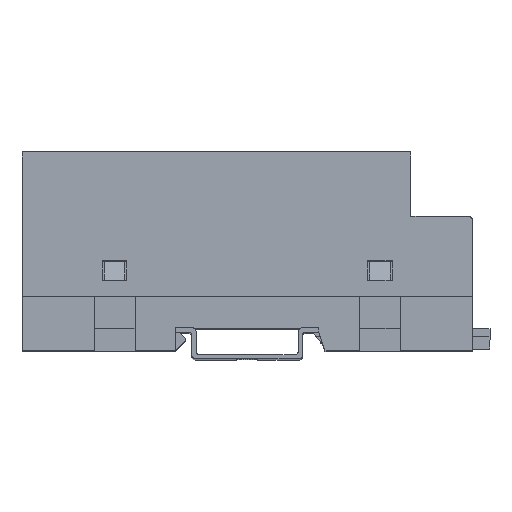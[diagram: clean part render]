
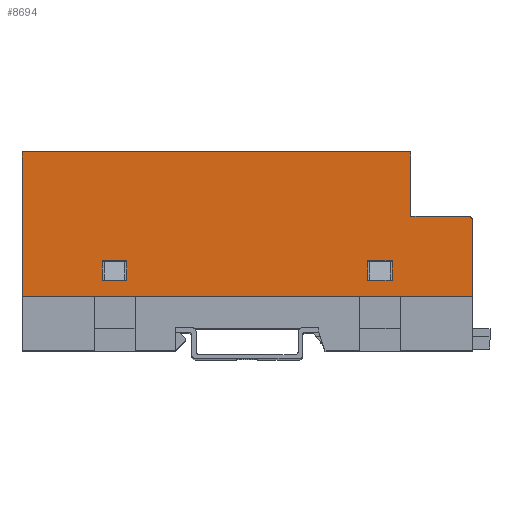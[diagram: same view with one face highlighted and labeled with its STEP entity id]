
A CAD part, top view. The second image highlights one B-rep face of the part: STEP entity #8694.
In plain terms, the highlighted face is planar.
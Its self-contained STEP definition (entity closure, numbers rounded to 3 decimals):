
#196 = VERTEX_POINT ( 'NONE', #3055 ) ;
#278 = CARTESIAN_POINT ( 'NONE',  ( 35.4, 8.7, -52.5 ) ) ;
#363 = VERTEX_POINT ( 'NONE', #16194 ) ;
#374 = EDGE_LOOP ( 'NONE', ( #14416, #16169, #13262, #10819 ) ) ;
#402 = ORIENTED_EDGE ( 'NONE', *, *, #11344, .F. ) ;
#651 = DIRECTION ( 'NONE',  ( 0., -1., 0. ) ) ;
#846 = AXIS2_PLACEMENT_3D ( 'NONE', #8726, #19670, #8664 ) ;
#1169 = EDGE_CURVE ( 'NONE', #20174, #11410, #12296, .T. ) ;
#1368 = CARTESIAN_POINT ( 'NONE',  ( 29.4, 8.7, -52.5 ) ) ;
#1379 = DIRECTION ( 'NONE',  ( 0., -1., 0. ) ) ;
#1932 = CARTESIAN_POINT ( 'NONE',  ( -40., 19.6, -52.5 ) ) ;
#2107 = DIRECTION ( 'NONE',  ( -1., 0., 0. ) ) ;
#2262 = CARTESIAN_POINT ( 'NONE',  ( -40., 19.6, -52.5 ) ) ;
#2681 = ORIENTED_EDGE ( 'NONE', *, *, #13870, .T. ) ;
#2716 = EDGE_CURVE ( 'NONE', #363, #17232, #15971, .T. ) ;
#2723 = ORIENTED_EDGE ( 'NONE', *, *, #7812, .F. ) ;
#2981 = VERTEX_POINT ( 'NONE', #9474 ) ;
#3055 = CARTESIAN_POINT ( 'NONE',  ( -54., 19.6, -52.5 ) ) ;
#3073 = ORIENTED_EDGE ( 'NONE', *, *, #13809, .F. ) ;
#3079 = EDGE_CURVE ( 'NONE', #7856, #16593, #6150, .T. ) ;
#3336 = EDGE_CURVE ( 'NONE', #17232, #7856, #15471, .T. ) ;
#3377 = DIRECTION ( 'NONE',  ( 0., 1., 0. ) ) ;
#3442 = DIRECTION ( 'NONE',  ( 1., 0., 0. ) ) ;
#3542 = VERTEX_POINT ( 'NONE', #15561 ) ;
#3546 = ORIENTED_EDGE ( 'NONE', *, *, #14735, .F. ) ;
#3587 = CARTESIAN_POINT ( 'NONE',  ( -29.4, 4., -52.5 ) ) ;
#3643 = VECTOR ( 'NONE', #9160, 1000. ) ;
#4016 = DIRECTION ( 'NONE',  ( 1., 0., 0. ) ) ;
#4249 = DIRECTION ( 'NONE',  ( -1., 0., 0. ) ) ;
#4668 = VECTOR ( 'NONE', #7658, 1000. ) ;
#4813 = EDGE_CURVE ( 'NONE', #2981, #5543, #7755, .T. ) ;
#5227 = CARTESIAN_POINT ( 'NONE',  ( 55., 0., -52.5 ) ) ;
#5229 = LINE ( 'NONE', #19210, #14557 ) ;
#5351 = LINE ( 'NONE', #7271, #8526 ) ;
#5543 = VERTEX_POINT ( 'NONE', #12889 ) ;
#5980 = ORIENTED_EDGE ( 'NONE', *, *, #16859, .T. ) ;
#6150 = LINE ( 'NONE', #278, #10600 ) ;
#6162 = FACE_OUTER_BOUND ( 'NONE', #15419, .T. ) ;
#6207 = EDGE_CURVE ( 'NONE', #19264, #3542, #16591, .T. ) ;
#6259 = CARTESIAN_POINT ( 'NONE',  ( 35.4, 8.7, -52.5 ) ) ;
#6503 = EDGE_CURVE ( 'NONE', #16593, #363, #18034, .T. ) ;
#6818 = VECTOR ( 'NONE', #8669, 1000. ) ;
#6891 = VERTEX_POINT ( 'NONE', #1932 ) ;
#7271 = CARTESIAN_POINT ( 'NONE',  ( -29.4, 8.7, -52.5 ) ) ;
#7441 = LINE ( 'NONE', #8009, #11155 ) ;
#7658 = DIRECTION ( 'NONE',  ( 0., 1., 0. ) ) ;
#7721 = ORIENTED_EDGE ( 'NONE', *, *, #12460, .T. ) ;
#7755 = LINE ( 'NONE', #14705, #17091 ) ;
#7812 = EDGE_CURVE ( 'NONE', #10534, #19264, #18366, .T. ) ;
#7856 = VERTEX_POINT ( 'NONE', #9087 ) ;
#8009 = CARTESIAN_POINT ( 'NONE',  ( -35.4, 8.7, -52.5 ) ) ;
#8233 = VECTOR ( 'NONE', #19358, 1000. ) ;
#8526 = VECTOR ( 'NONE', #4016, 1000. ) ;
#8596 = ORIENTED_EDGE ( 'NONE', *, *, #10101, .T. ) ;
#8664 = DIRECTION ( 'NONE',  ( 1., 0., 0. ) ) ;
#8669 = DIRECTION ( 'NONE',  ( -1., 0., 0. ) ) ;
#8694 = ADVANCED_FACE ( 'NONE', ( #11846, #17695, #6162 ), #14368, .F. ) ;
#8726 = CARTESIAN_POINT ( 'NONE',  ( -54., 18.6, -52.5 ) ) ;
#8855 = VERTEX_POINT ( 'NONE', #5227 ) ;
#8872 = VECTOR ( 'NONE', #16478, 1000. ) ;
#8944 = CARTESIAN_POINT ( 'NONE',  ( -40., 35.3, -52.5 ) ) ;
#9087 = CARTESIAN_POINT ( 'NONE',  ( 29.4, 8.7, -52.5 ) ) ;
#9117 = EDGE_LOOP ( 'NONE', ( #14449, #2723, #402, #3546 ) ) ;
#9160 = DIRECTION ( 'NONE',  ( 0., -1., 0. ) ) ;
#9474 = CARTESIAN_POINT ( 'NONE',  ( -55., 18.6, -52.5 ) ) ;
#10041 = LINE ( 'NONE', #18052, #6818 ) ;
#10085 = LINE ( 'NONE', #16507, #16936 ) ;
#10101 = EDGE_CURVE ( 'NONE', #8855, #5543, #10041, .T. ) ;
#10177 = CIRCLE ( 'NONE', #846, 1. ) ;
#10213 = CARTESIAN_POINT ( 'NONE',  ( -35.4, 8.7, -52.5 ) ) ;
#10259 = DIRECTION ( 'NONE',  ( -1., 0., 0. ) ) ;
#10534 = VERTEX_POINT ( 'NONE', #12878 ) ;
#10600 = VECTOR ( 'NONE', #3442, 1000. ) ;
#10819 = ORIENTED_EDGE ( 'NONE', *, *, #6503, .F. ) ;
#11145 = ORIENTED_EDGE ( 'NONE', *, *, #1169, .F. ) ;
#11155 = VECTOR ( 'NONE', #3377, 1000. ) ;
#11277 = VERTEX_POINT ( 'NONE', #10213 ) ;
#11343 = CARTESIAN_POINT ( 'NONE',  ( 55., 35.3, -52.5 ) ) ;
#11344 = EDGE_CURVE ( 'NONE', #11277, #10534, #5351, .T. ) ;
#11410 = VERTEX_POINT ( 'NONE', #8944 ) ;
#11798 = ORIENTED_EDGE ( 'NONE', *, *, #4813, .F. ) ;
#11846 = FACE_BOUND ( 'NONE', #9117, .T. ) ;
#12047 = CARTESIAN_POINT ( 'NONE',  ( 35.4, 4., -52.5 ) ) ;
#12296 = LINE ( 'NONE', #15130, #13768 ) ;
#12435 = LINE ( 'NONE', #2262, #8233 ) ;
#12460 = EDGE_CURVE ( 'NONE', #6891, #11410, #12435, .T. ) ;
#12528 = DIRECTION ( 'NONE',  ( 0., 0., 1. ) ) ;
#12686 = VECTOR ( 'NONE', #10259, 1000. ) ;
#12878 = CARTESIAN_POINT ( 'NONE',  ( -29.4, 8.7, -52.5 ) ) ;
#12889 = CARTESIAN_POINT ( 'NONE',  ( -55., 0., -52.5 ) ) ;
#13262 = ORIENTED_EDGE ( 'NONE', *, *, #2716, .F. ) ;
#13768 = VECTOR ( 'NONE', #4249, 1000. ) ;
#13809 = EDGE_CURVE ( 'NONE', #6891, #196, #5229, .T. ) ;
#13870 = EDGE_CURVE ( 'NONE', #2981, #196, #10177, .T. ) ;
#14102 = CARTESIAN_POINT ( 'NONE',  ( -55., 35.3, -52.5 ) ) ;
#14368 = PLANE ( 'NONE',  #18088 ) ;
#14416 = ORIENTED_EDGE ( 'NONE', *, *, #3079, .F. ) ;
#14449 = ORIENTED_EDGE ( 'NONE', *, *, #6207, .F. ) ;
#14557 = VECTOR ( 'NONE', #2107, 1000. ) ;
#14705 = CARTESIAN_POINT ( 'NONE',  ( -55., 35.3, -52.5 ) ) ;
#14735 = EDGE_CURVE ( 'NONE', #3542, #11277, #7441, .T. ) ;
#14842 = DIRECTION ( 'NONE',  ( 0., -1., 0. ) ) ;
#15130 = CARTESIAN_POINT ( 'NONE',  ( -55., 35.3, -52.5 ) ) ;
#15419 = EDGE_LOOP ( 'NONE', ( #11798, #2681, #3073, #7721, #11145, #5980, #8596 ) ) ;
#15471 = LINE ( 'NONE', #1368, #4668 ) ;
#15550 = CARTESIAN_POINT ( 'NONE',  ( -29.4, 4., -52.5 ) ) ;
#15561 = CARTESIAN_POINT ( 'NONE',  ( -35.4, 4., -52.5 ) ) ;
#15971 = LINE ( 'NONE', #12047, #8872 ) ;
#15982 = CARTESIAN_POINT ( 'NONE',  ( 29.4, 4., -52.5 ) ) ;
#16078 = VECTOR ( 'NONE', #1379, 1000. ) ;
#16169 = ORIENTED_EDGE ( 'NONE', *, *, #3336, .F. ) ;
#16194 = CARTESIAN_POINT ( 'NONE',  ( 35.4, 4., -52.5 ) ) ;
#16478 = DIRECTION ( 'NONE',  ( -1., 0., 0. ) ) ;
#16507 = CARTESIAN_POINT ( 'NONE',  ( 55., 35.3, -52.5 ) ) ;
#16591 = LINE ( 'NONE', #3587, #12686 ) ;
#16593 = VERTEX_POINT ( 'NONE', #6259 ) ;
#16859 = EDGE_CURVE ( 'NONE', #20174, #8855, #10085, .T. ) ;
#16936 = VECTOR ( 'NONE', #651, 1000. ) ;
#17091 = VECTOR ( 'NONE', #14842, 1000. ) ;
#17232 = VERTEX_POINT ( 'NONE', #15982 ) ;
#17508 = DIRECTION ( 'NONE',  ( 1., 0., 0. ) ) ;
#17695 = FACE_BOUND ( 'NONE', #374, .T. ) ;
#18034 = LINE ( 'NONE', #20108, #16078 ) ;
#18052 = CARTESIAN_POINT ( 'NONE',  ( -55., 0., -52.5 ) ) ;
#18088 = AXIS2_PLACEMENT_3D ( 'NONE', #14102, #12528, #17508 ) ;
#18366 = LINE ( 'NONE', #18474, #3643 ) ;
#18474 = CARTESIAN_POINT ( 'NONE',  ( -29.4, 8.7, -52.5 ) ) ;
#19210 = CARTESIAN_POINT ( 'NONE',  ( -55., 19.6, -52.5 ) ) ;
#19264 = VERTEX_POINT ( 'NONE', #15550 ) ;
#19358 = DIRECTION ( 'NONE',  ( 0., 1., 0. ) ) ;
#19670 = DIRECTION ( 'NONE',  ( 0., 0., -1. ) ) ;
#20108 = CARTESIAN_POINT ( 'NONE',  ( 35.4, 8.7, -52.5 ) ) ;
#20174 = VERTEX_POINT ( 'NONE', #11343 ) ;
